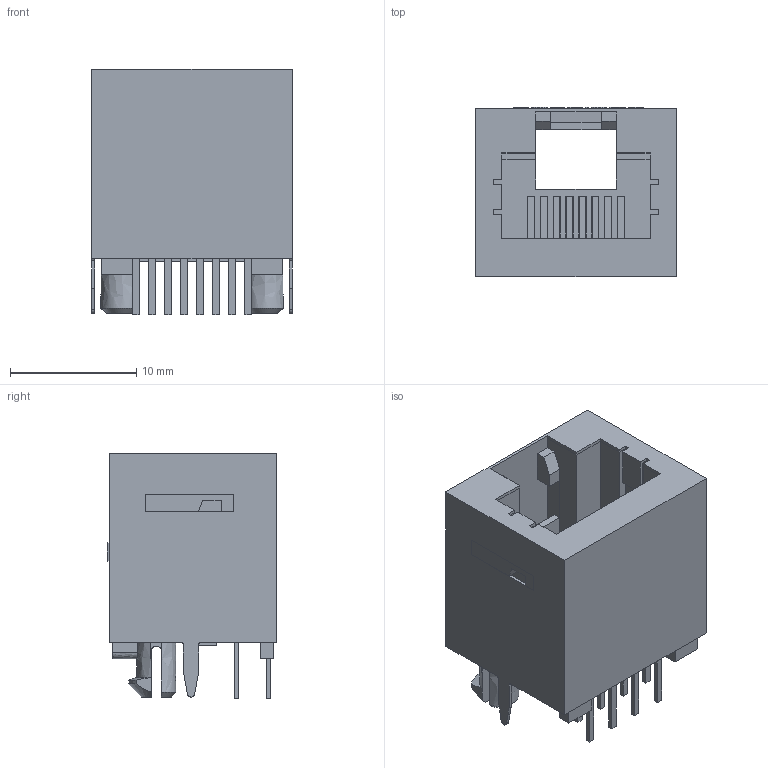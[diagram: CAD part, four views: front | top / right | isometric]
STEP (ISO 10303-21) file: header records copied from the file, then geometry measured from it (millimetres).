
FILE_DESCRIPTION(('FreeCAD Model'),'2;1');
FILE_NAME('Open CASCADE Shape Model','2022-12-19T09:40:47',('Author'),( ''),'Open CASCADE STEP processor 7.6','FreeCAD','Unknown');
FILE_SCHEMA(('AUTOMOTIVE_DESIGN { 1 0 10303 214 1 1 1 1 }'));
Length unit declared in the file: millimetre
Products named in the file (1): RJJS-88-A22-E1V
Bounding box: 15.9 x 13.45 x 19.5 mm (x, y, z)
Volume: 1509.5 mm3; surface area: 4159.9 mm2
Topology: 2 solids, 2 shells, 470 faces, 1377 edges, 928 vertices
Faces by surface type: plane 443, bspline 27
Entity records: 36129 total; most frequent: CARTESIAN_POINT 9188, DIRECTION 4703, LINE 3803, VECTOR 3803, ORIENTED_EDGE 2724, PCURVE 2724, DEFINITIONAL_REPRESENTATION 2724, EDGE_CURVE 1362
